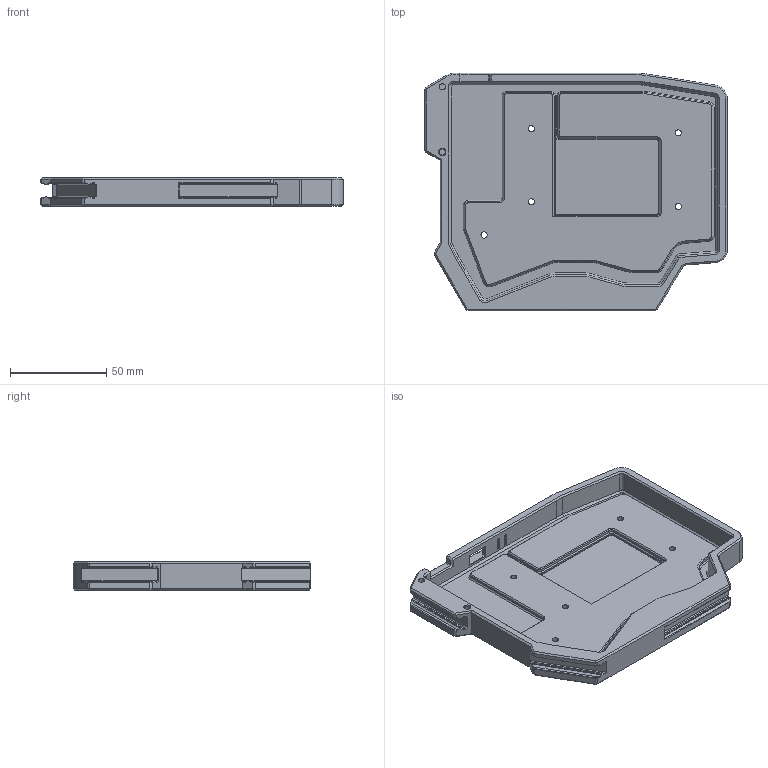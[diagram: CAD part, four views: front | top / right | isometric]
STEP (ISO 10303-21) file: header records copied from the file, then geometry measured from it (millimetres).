
FILE_DESCRIPTION(/* description */ ('STEP AP242','CAx-IF Rec.Pracs.---Representation and Presentation of Product Manufacturing Information (PMI)---4.0---2014-10-13','CAx-IF Rec.Pracs.---3D Tessellated Geometry---0.4---2014-09-14','2;1'),/* implementation_level */ '2;1');
FILE_NAME(/* name */ '6696802dbcf7dc44045a9eba',/* time_stamp */ '2024-07-16T14:14:07Z',/* author */ (''),/* organization */ (''),/* preprocessor_version */ 'ST-DEVELOPER v20',/* originating_system */ ' ',/* authorisation */ ' ');
FILE_SCHEMA (('AP242_MANAGED_MODEL_BASED_3D_ENGINEERING_MIM_LF { 1 0 10303 442 1 1 4 }'));
Length unit declared in the file: metre
Products named in the file (1): Case
Bounding box: 157.19 x 123.32 x 15 mm (x, y, z)
Volume: 101459.4 mm3; surface area: 51839.8 mm2
Topology: 1 solids, 1 shells, 892 faces, 2024 edges, 1163 vertices
Faces by surface type: plane 770, cone 67, cylinder 54, bspline 1
Full cylindrical faces by diameter (mm): 3.2 x7, 3.7 x1, 4 x5, 5 x5
Entity records: 23852 total; most frequent: CARTESIAN_POINT 4118, ORIENTED_EDGE 4012, DIRECTION 3946, EDGE_CURVE 2006, LINE 1816, VECTOR 1816, VERTEX_POINT 1163, AXIS2_PLACEMENT_3D 1065
